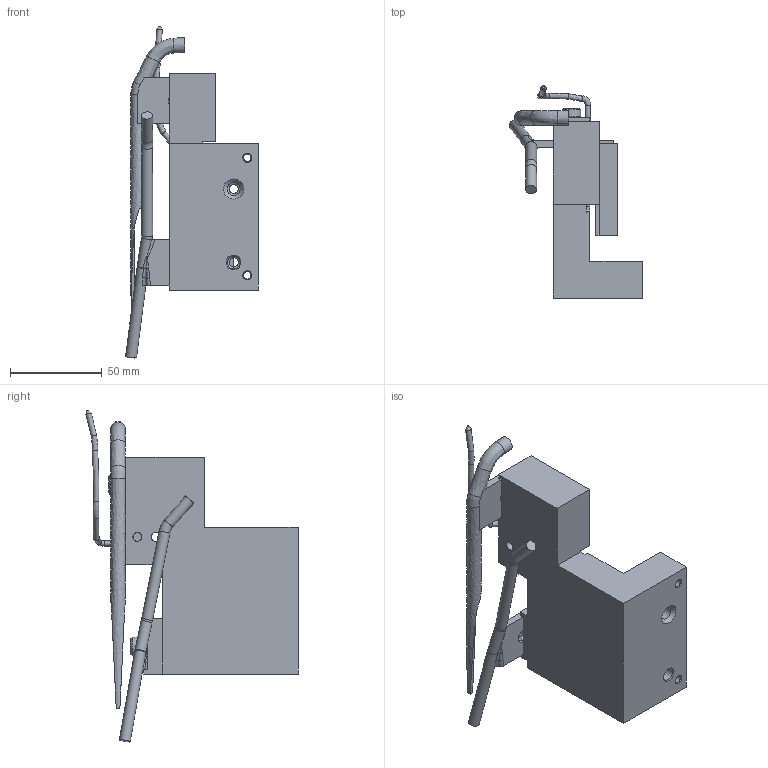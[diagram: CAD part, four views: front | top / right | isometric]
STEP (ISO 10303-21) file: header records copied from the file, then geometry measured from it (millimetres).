
FILE_DESCRIPTION(('FreeCAD Model'),'2;1');
FILE_NAME('Open CASCADE Shape Model','2025-04-29T17:25:21',('FreeCAD'),( 'FreeCAD'),'Open CASCADE STEP processor 7.6','FreeCAD','Unknown');
FILE_SCHEMA(('AUTOMOTIVE_DESIGN { 1 0 10303 214 1 1 1 1 }'));
Length unit declared in the file: millimetre
Products named in the file (1): Open CASCADE STEP translator 7.6 1
Bounding box: 72.29 x 115.49 x 180.76 mm (x, y, z)
Volume: 255175.4 mm3; surface area: 55868.7 mm2
Topology: 11 solids, 11 shells, 234 faces, 570 edges, 358 vertices
Faces by surface type: plane 116, cylinder 41, cone 40, bspline 21, revolution 13, torus 3
Full cylindrical faces by diameter (mm): 3 x3, 4 x2, 5 x7, 5.5 x3, 6 x7, 7 x2, 10 x6, 11 x2
Entity records: 8072 total; most frequent: CARTESIAN_POINT 2806, ORIENTED_EDGE 1118, DIRECTION 1010, EDGE_CURVE 559, AXIS2_PLACEMENT_3D 378, VERTEX_POINT 357, FACE_BOUND 270, EDGE_LOOP 270
